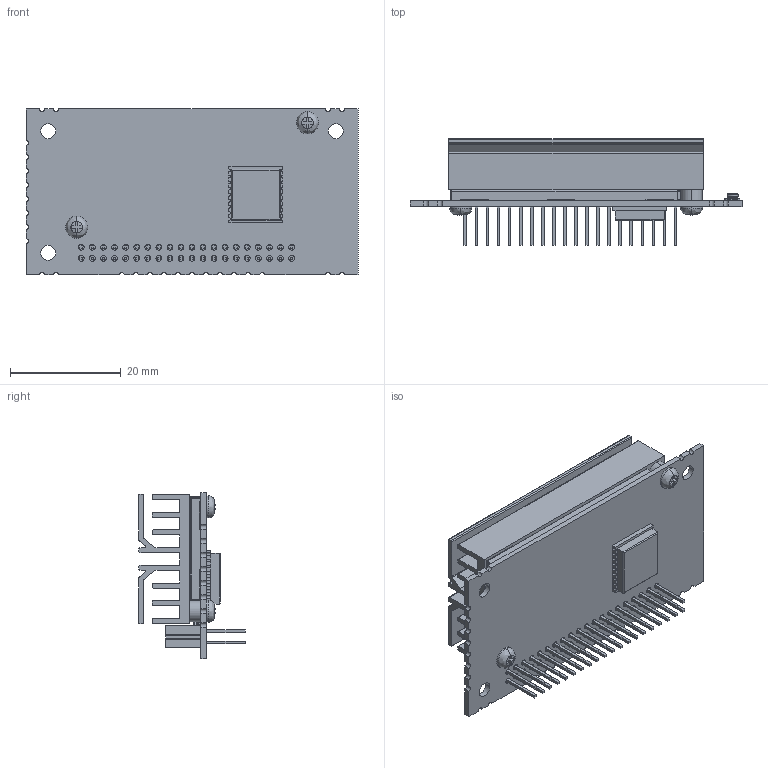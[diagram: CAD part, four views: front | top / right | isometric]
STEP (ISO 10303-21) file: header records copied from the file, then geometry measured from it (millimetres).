
FILE_DESCRIPTION((''),'2;1');
FILE_NAME('PWB-RAK2245_ASM','2020-02-06T',('lln'),(''),'PRO/ENGINEER BY PARAMETRIC TECHNOLOGY CORPORATION, 2010280','PRO/ENGINEER BY PARAMETRIC TECHNOLOGY CORPORATION, 2010280','');
FILE_SCHEMA(('CONFIG_CONTROL_DESIGN','SHAPE_APPEARANCE_LAYERS_GROUPS'));
Length unit declared in the file: millimetre
Products named in the file (8): PWB-RAK2245; FH2_2X20_H6_5; RAKU70580008; RAKU71420016; GB818-85_M2X4; IPEX-FEMALE; MAX-7Q; PWB-RAK2245_ASM
Assembly tree (9 placements, depth 2):
  PWB-RAK2245_ASM
    PWB-RAK2245
    FH2_2X20_H6_5
    RAKU70580008
    RAKU71420016
    GB818-85_M2X4  x2
    IPEX-FEMALE  x2
    MAX-7Q
Bounding box: 60 x 19.2 x 30 mm (x, y, z)
Volume: 7932.6 mm3; surface area: 17085.8 mm2
Topology: 9 solids, 9 shells, 1123 faces, 3147 edges, 2322 vertices
Faces by surface type: plane 854, cylinder 243, cone 10, sphere 8, bspline 4, torus 4
Entity records: 41984 total; most frequent: CARTESIAN_POINT 5816, DIRECTION 5736, ORIENTED_EDGE 5164, PRESENTATION_STYLE_ASSIGNMENT 2873, STYLED_ITEM 2864, CURVE_STYLE 2815, EDGE_CURVE 2582, VECTOR 2320
